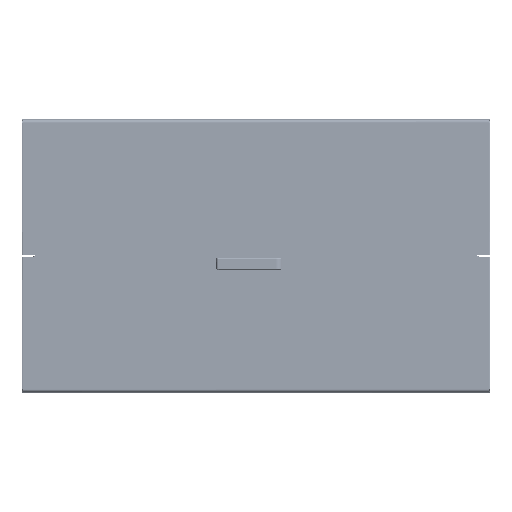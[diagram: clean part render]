
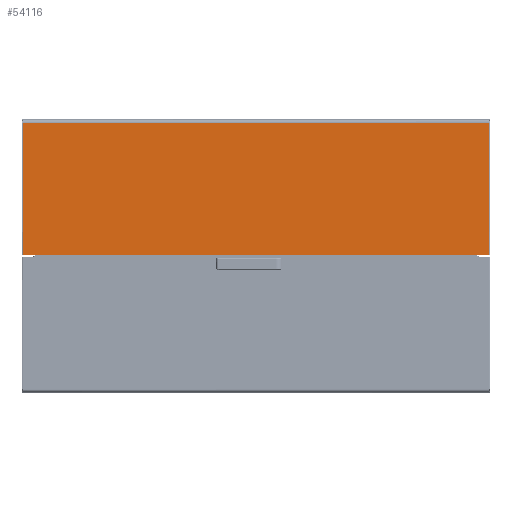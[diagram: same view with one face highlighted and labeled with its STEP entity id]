
A CAD part, top view. The second image highlights one B-rep face of the part: STEP entity #54116.
In plain terms, the highlighted face is planar.
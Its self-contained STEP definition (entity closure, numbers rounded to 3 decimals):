
#15654 = CARTESIAN_POINT ( 'NONE',  ( 195., -675.5, 0. ) ) ;
#15708 = PLANE ( 'NONE',  #82205 ) ;
#15710 = DIRECTION ( 'NONE',  ( 0., 0., 1. ) ) ;
#15712 = DIRECTION ( 'NONE',  ( 1., 0., 0. ) ) ;
#26038 = VECTOR ( 'NONE', #41794, 1000. ) ;
#26043 = LINE ( 'NONE', #41787, #26038 ) ;
#26061 = LINE ( 'NONE', #41804, #26063 ) ;
#26063 = VECTOR ( 'NONE', #41808, 1000. ) ;
#26065 = LINE ( 'NONE', #41809, #26067 ) ;
#26067 = VECTOR ( 'NONE', #41810, 1000. ) ;
#26069 = LINE ( 'NONE', #41811, #26070 ) ;
#26070 = VECTOR ( 'NONE', #41812, 1000. ) ;
#29810 = FACE_OUTER_BOUND ( 'NONE', #108922, .T. ) ;
#41787 = CARTESIAN_POINT ( 'NONE',  ( 187.5, 675.49, 0. ) ) ;
#41794 = DIRECTION ( 'NONE',  ( 0., -1., 0. ) ) ;
#41804 = CARTESIAN_POINT ( 'NONE',  ( -195., 675.49, 0. ) ) ;
#41808 = DIRECTION ( 'NONE',  ( 1., 0., 0. ) ) ;
#41809 = CARTESIAN_POINT ( 'NONE',  ( -194.9, -675.49, 0. ) ) ;
#41810 = DIRECTION ( 'NONE',  ( 0., 1., 0. ) ) ;
#41811 = CARTESIAN_POINT ( 'NONE',  ( 195., -675.49, 0. ) ) ;
#41812 = DIRECTION ( 'NONE',  ( -1., 0., 0. ) ) ;
#54116 = ADVANCED_FACE ( 'NONE', ( #29810 ), #15708, .F. ) ;
#64080 = EDGE_CURVE ( 'NONE', #104418, #104447, #26043, .T. ) ;
#64091 = EDGE_CURVE ( 'NONE', #104398, #104418, #26061, .T. ) ;
#64093 = EDGE_CURVE ( 'NONE', #104402, #104398, #26065, .T. ) ;
#64095 = EDGE_CURVE ( 'NONE', #104447, #104402, #26069, .T. ) ;
#68426 = CARTESIAN_POINT ( 'NONE',  ( -194.9, 675.49, 0. ) ) ;
#68430 = CARTESIAN_POINT ( 'NONE',  ( -194.9, -675.49, 0. ) ) ;
#68446 = CARTESIAN_POINT ( 'NONE',  ( 187.5, 675.49, 0. ) ) ;
#68475 = CARTESIAN_POINT ( 'NONE',  ( 187.5, -675.49, 0. ) ) ;
#82205 = AXIS2_PLACEMENT_3D ( 'NONE', #15654, #15710, #15712 ) ;
#95091 = ORIENTED_EDGE ( 'NONE', *, *, #64093, .T. ) ;
#95092 = ORIENTED_EDGE ( 'NONE', *, *, #64091, .T. ) ;
#95093 = ORIENTED_EDGE ( 'NONE', *, *, #64080, .T. ) ;
#95094 = ORIENTED_EDGE ( 'NONE', *, *, #64095, .T. ) ;
#104398 = VERTEX_POINT ( 'NONE', #68426 ) ;
#104402 = VERTEX_POINT ( 'NONE', #68430 ) ;
#104418 = VERTEX_POINT ( 'NONE', #68446 ) ;
#104447 = VERTEX_POINT ( 'NONE', #68475 ) ;
#108922 = EDGE_LOOP ( 'NONE', ( #95091, #95092, #95093, #95094 ) ) ;
